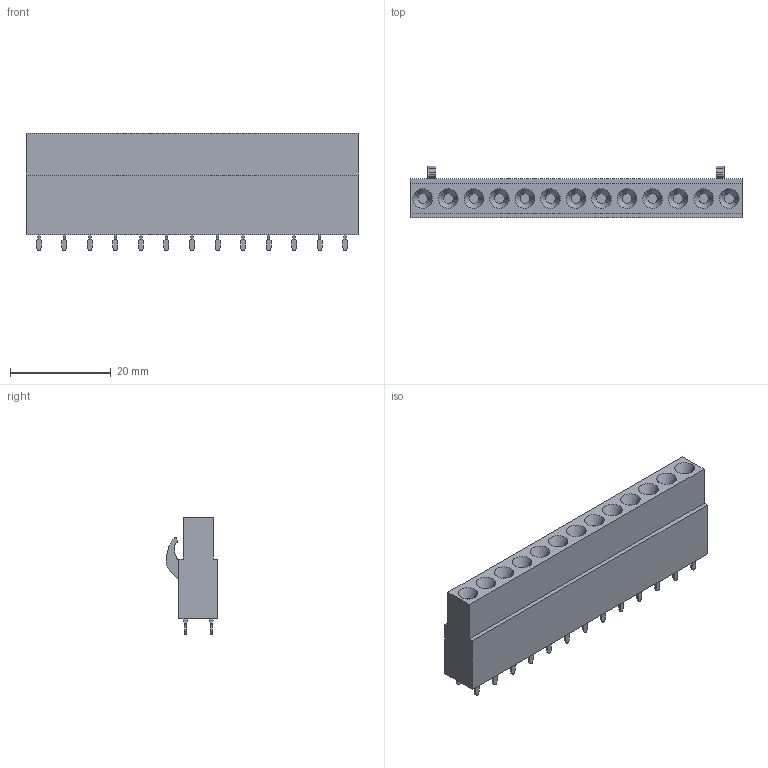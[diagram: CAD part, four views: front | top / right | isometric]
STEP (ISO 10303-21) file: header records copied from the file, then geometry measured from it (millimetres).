
FILE_DESCRIPTION(('CATIA V5 STEP Exchange','CAx-IF Rec.Pracs.--- Model Styling and Organization---1.2---2011-12-15'),'2;1');
FILE_NAME ('D1454280_0', '2018-09-01T02:50:17+00:00', ('none'), ('Weidmueller'), 'CATIA Version 5-6 Release 2014', 'CATIA V5 STEP AP214', 'none');
FILE_SCHEMA(('AUTOMOTIVE_DESIGN { 1 0 10303 214 1 1 1 1 }'));
Length unit declared in the file: millimetre
Products named in the file (1): 1648900000
Bounding box: 66.04 x 10.28 x 23.45 mm (x, y, z)
Volume: 9286 mm3; surface area: 4520.8 mm2
Topology: 27 solids, 27 shells, 657 faces, 1530 edges, 968 vertices
Faces by surface type: plane 539, cylinder 92, cone 26
Entity records: 16984 total; most frequent: ORIENTED_EDGE 3060, CARTESIAN_POINT 2933, DIRECTION 2398, EDGE_CURVE 1530, VECTOR 1294, LINE 1294, VERTEX_POINT 968, EDGE_LOOP 698
